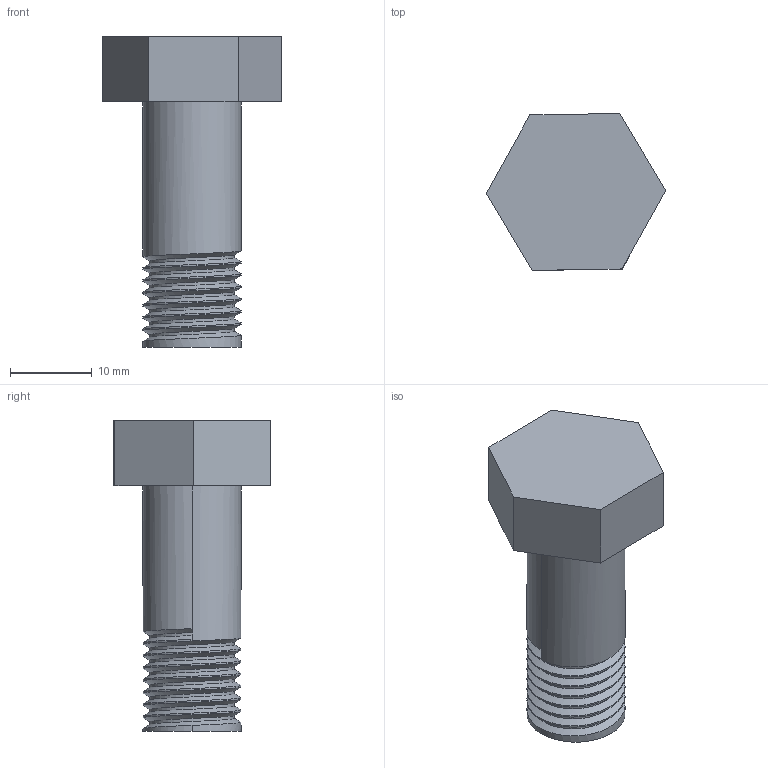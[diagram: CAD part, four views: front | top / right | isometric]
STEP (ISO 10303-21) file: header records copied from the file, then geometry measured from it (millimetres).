
FILE_DESCRIPTION (( 'STEP AP203' ), '1' );
FILE_NAME ('M12 Screw.STEP', '2022-02-24T13:49:06', ( '' ), ( '' ), 'SwSTEP 2.0', 'SolidWorks 2020', '' );
FILE_SCHEMA (( 'CONFIG_CONTROL_DESIGN' ));
Length unit declared in the file: millimetre
Products named in the file (1): M12 Screw
Bounding box: 21.94 x 19.17 x 38 mm (x, y, z)
Volume: 5710.1 mm3; surface area: 2499 mm2
Topology: 1 solids, 1 shells, 31 faces, 79 edges, 51 vertices
Faces by surface type: cylinder 17, plane 11, bspline 3
Entity records: 2086 total; most frequent: CARTESIAN_POINT 1368, ORIENTED_EDGE 158, DIRECTION 106, EDGE_CURVE 79, VERTEX_POINT 51, LINE 40, VECTOR 40, AXIS2_PLACEMENT_3D 33
